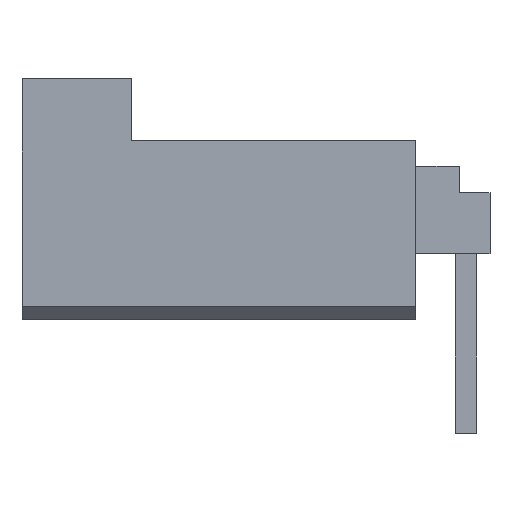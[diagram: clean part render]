
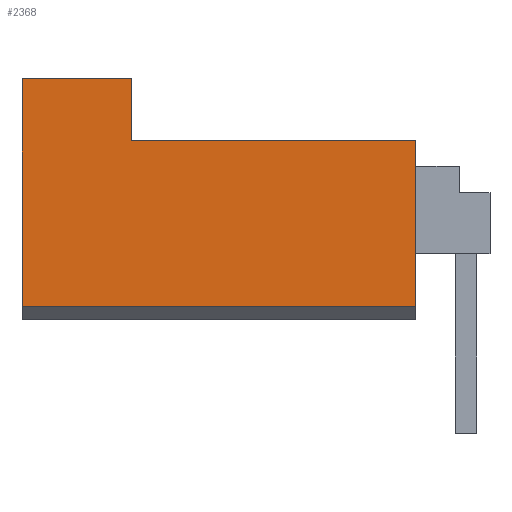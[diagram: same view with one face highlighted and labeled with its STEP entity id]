
A CAD part, left-side view. The second image highlights one B-rep face of the part: STEP entity #2368.
In plain terms, the highlighted planar face has unit normal (-1, 0, 0).
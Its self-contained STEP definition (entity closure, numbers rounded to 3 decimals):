
#72 = VERTEX_POINT('',#73);
#73 = CARTESIAN_POINT('',(-3.683,1.485,0.41));
#79 = EDGE_CURVE('',#72,#80,#82,.T.);
#80 = VERTEX_POINT('',#81);
#81 = CARTESIAN_POINT('',(-3.683,1.485,5.236));
#82 = LINE('',#83,#84);
#83 = CARTESIAN_POINT('',(-3.683,1.485,0.41));
#84 = VECTOR('',#85,1.);
#85 = DIRECTION('',(0.,0.,1.));
#215 = VERTEX_POINT('',#216);
#216 = CARTESIAN_POINT('',(-3.683,12.915,0.41));
#222 = EDGE_CURVE('',#72,#215,#223,.T.);
#223 = LINE('',#224,#225);
#224 = CARTESIAN_POINT('',(-3.683,1.485,0.41));
#225 = VECTOR('',#226,1.);
#226 = DIRECTION('',(0.,1.,0.));
#317 = VERTEX_POINT('',#318);
#318 = CARTESIAN_POINT('',(-3.683,12.915,7.014));
#324 = EDGE_CURVE('',#215,#317,#325,.T.);
#325 = LINE('',#326,#327);
#326 = CARTESIAN_POINT('',(-3.683,12.915,0.41));
#327 = VECTOR('',#328,1.);
#328 = DIRECTION('',(0.,0.,1.));
#537 = VERTEX_POINT('',#538);
#538 = CARTESIAN_POINT('',(-3.683,9.74,5.236));
#544 = EDGE_CURVE('',#545,#537,#547,.T.);
#545 = VERTEX_POINT('',#546);
#546 = CARTESIAN_POINT('',(-3.683,9.74,7.014));
#547 = LINE('',#548,#549);
#548 = CARTESIAN_POINT('',(-3.683,9.74,7.014));
#549 = VECTOR('',#550,1.);
#550 = DIRECTION('',(0.,0.,-1.));
#631 = EDGE_CURVE('',#545,#317,#632,.T.);
#632 = LINE('',#633,#634);
#633 = CARTESIAN_POINT('',(-3.683,9.74,7.014));
#634 = VECTOR('',#635,1.);
#635 = DIRECTION('',(0.,1.,0.));
#913 = EDGE_CURVE('',#80,#537,#914,.T.);
#914 = LINE('',#915,#916);
#915 = CARTESIAN_POINT('',(-3.683,1.485,5.236));
#916 = VECTOR('',#917,1.);
#917 = DIRECTION('',(0.,1.,0.));
#2368 = ADVANCED_FACE('',(#2369),#2377,.T.);
#2369 = FACE_BOUND('',#2370,.F.);
#2370 = EDGE_LOOP('',(#2371,#2372,#2373,#2374,#2375,#2376));
#2371 = ORIENTED_EDGE('',*,*,#544,.T.);
#2372 = ORIENTED_EDGE('',*,*,#913,.F.);
#2373 = ORIENTED_EDGE('',*,*,#79,.F.);
#2374 = ORIENTED_EDGE('',*,*,#222,.T.);
#2375 = ORIENTED_EDGE('',*,*,#324,.T.);
#2376 = ORIENTED_EDGE('',*,*,#631,.F.);
#2377 = PLANE('',#2378);
#2378 = AXIS2_PLACEMENT_3D('',#2379,#2380,#2381);
#2379 = CARTESIAN_POINT('',(-3.683,1.485,0.41));
#2380 = DIRECTION('',(-1.,0.,0.));
#2381 = DIRECTION('',(0.,0.,1.));
